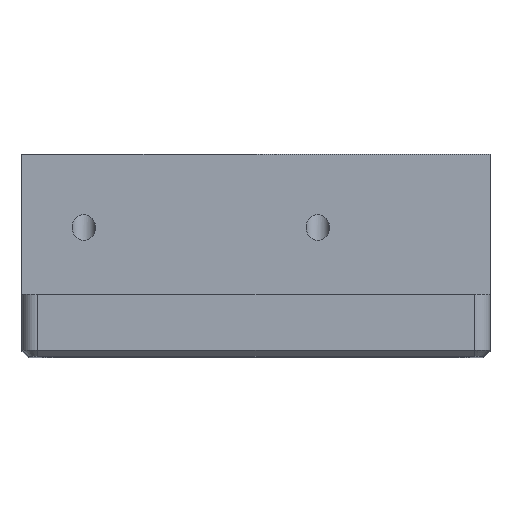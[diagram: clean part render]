
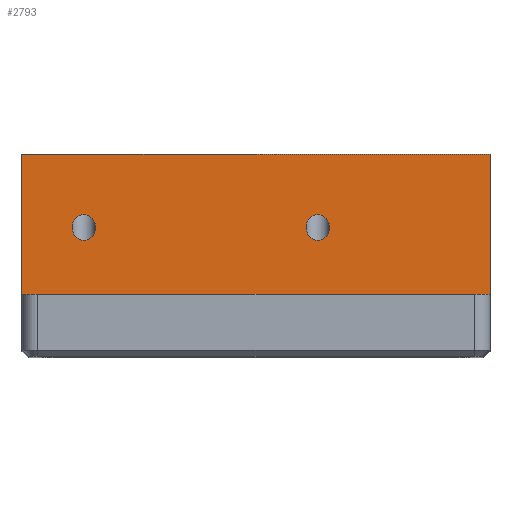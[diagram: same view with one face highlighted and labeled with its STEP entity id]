
A CAD part, top view. The second image highlights one B-rep face of the part: STEP entity #2793.
In plain terms, the highlighted planar face has unit normal (0, 0, 1).
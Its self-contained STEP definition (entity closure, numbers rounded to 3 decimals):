
#867=DIRECTION('',(0.,1.,0.));
#868=VECTOR('',#867,9.);
#869=CARTESIAN_POINT('',(111.699,105.5,85.103));
#870=LINE('',#869,#868);
#913=DIRECTION('',(0.,1.,0.));
#914=VECTOR('',#913,9.);
#915=CARTESIAN_POINT('',(141.699,105.5,85.103));
#916=LINE('',#915,#914);
#934=DIRECTION('',(1.,0.,0.));
#935=VECTOR('',#934,30.);
#936=CARTESIAN_POINT('',(111.699,105.5,85.103));
#937=LINE('',#936,#935);
#938=CARTESIAN_POINT('',(114.914,109.821,85.103));
#939=CARTESIAN_POINT('',(114.914,109.919,85.103));
#940=CARTESIAN_POINT('',(114.946,110.13,85.103));
#941=CARTESIAN_POINT('',(115.117,110.424,85.103));
#942=CARTESIAN_POINT('',(115.386,110.614,85.103));
#943=CARTESIAN_POINT('',(115.664,110.667,85.103));
#944=CARTESIAN_POINT('',(115.941,110.614,85.103));
#945=CARTESIAN_POINT('',(116.211,110.424,85.103));
#946=CARTESIAN_POINT('',(116.382,110.13,85.103));
#947=CARTESIAN_POINT('',(116.414,109.919,85.103));
#948=CARTESIAN_POINT('',(116.414,109.821,85.103));
#950=CARTESIAN_POINT('',(129.914,109.821,85.103));
#951=CARTESIAN_POINT('',(129.914,109.919,85.103));
#952=CARTESIAN_POINT('',(129.946,110.13,85.103));
#953=CARTESIAN_POINT('',(130.117,110.424,85.103));
#954=CARTESIAN_POINT('',(130.386,110.614,85.103));
#955=CARTESIAN_POINT('',(130.664,110.667,85.103));
#956=CARTESIAN_POINT('',(130.941,110.614,85.103));
#957=CARTESIAN_POINT('',(131.211,110.424,85.103));
#958=CARTESIAN_POINT('',(131.382,110.13,85.103));
#959=CARTESIAN_POINT('',(131.414,109.919,85.103));
#960=CARTESIAN_POINT('',(131.414,109.821,85.103));
#962=DIRECTION('',(1.,0.,0.));
#963=VECTOR('',#962,30.);
#964=CARTESIAN_POINT('',(111.699,114.5,85.103));
#965=LINE('',#964,#963);
#1178=CARTESIAN_POINT('',(116.414,109.821,85.103));
#1179=CARTESIAN_POINT('',(116.414,109.724,85.103));
#1180=CARTESIAN_POINT('',(116.382,109.513,85.103));
#1181=CARTESIAN_POINT('',(116.211,109.219,85.103));
#1182=CARTESIAN_POINT('',(115.941,109.029,85.103));
#1183=CARTESIAN_POINT('',(115.664,108.976,85.103));
#1184=CARTESIAN_POINT('',(115.386,109.029,85.103));
#1185=CARTESIAN_POINT('',(115.117,109.219,85.103));
#1186=CARTESIAN_POINT('',(114.946,109.513,85.103));
#1187=CARTESIAN_POINT('',(114.914,109.724,85.103));
#1188=CARTESIAN_POINT('',(114.914,109.821,85.103));
#1198=CARTESIAN_POINT('',(131.414,109.821,85.103));
#1199=CARTESIAN_POINT('',(131.414,109.724,85.103));
#1200=CARTESIAN_POINT('',(131.382,109.513,85.103));
#1201=CARTESIAN_POINT('',(131.211,109.219,85.103));
#1202=CARTESIAN_POINT('',(130.941,109.029,85.103));
#1203=CARTESIAN_POINT('',(130.664,108.976,85.103));
#1204=CARTESIAN_POINT('',(130.386,109.029,85.103));
#1205=CARTESIAN_POINT('',(130.117,109.219,85.103));
#1206=CARTESIAN_POINT('',(129.946,109.513,85.103));
#1207=CARTESIAN_POINT('',(129.914,109.724,85.103));
#1208=CARTESIAN_POINT('',(129.914,109.821,85.103));
#1298=CARTESIAN_POINT('',(111.699,105.5,85.103));
#1299=CARTESIAN_POINT('',(111.699,114.5,85.103));
#1300=VERTEX_POINT('',#1298);
#1301=VERTEX_POINT('',#1299);
#1304=CARTESIAN_POINT('',(141.699,105.5,85.103));
#1305=CARTESIAN_POINT('',(141.699,114.5,85.103));
#1306=VERTEX_POINT('',#1304);
#1307=VERTEX_POINT('',#1305);
#1506=VERTEX_POINT('',#938);
#1507=VERTEX_POINT('',#948);
#1508=VERTEX_POINT('',#950);
#1509=VERTEX_POINT('',#960);
#2769=CARTESIAN_POINT('',(111.699,105.5,85.103));
#2770=DIRECTION('',(0.,0.,1.));
#2771=DIRECTION('',(0.,1.,0.));
#2772=AXIS2_PLACEMENT_3D('',#2769,#2770,#2771);
#2773=PLANE('',#2772);
#2774=ORIENTED_EDGE('',*,*,#2689,.T.);
#2776=ORIENTED_EDGE('',*,*,#2775,.T.);
#2777=ORIENTED_EDGE('',*,*,#2747,.F.);
#2778=ORIENTED_EDGE('',*,*,#1551,.F.);
#2779=EDGE_LOOP('',(#2774,#2776,#2777,#2778));
#2780=FACE_OUTER_BOUND('',#2779,.F.);
#2782=ORIENTED_EDGE('',*,*,#2781,.F.);
#2784=ORIENTED_EDGE('',*,*,#2783,.F.);
#2785=EDGE_LOOP('',(#2782,#2784));
#2786=FACE_BOUND('',#2785,.F.);
#2788=ORIENTED_EDGE('',*,*,#2787,.F.);
#2790=ORIENTED_EDGE('',*,*,#2789,.F.);
#2791=EDGE_LOOP('',(#2788,#2790));
#2792=FACE_BOUND('',#2791,.F.);
#2793=ADVANCED_FACE('',(#2780,#2786,#2792),#2773,.T.);
#949=B_SPLINE_CURVE_WITH_KNOTS('',3,(#938,#939,#940,#941,#942,#943,#944,#945,
#946,#947,#948),.UNSPECIFIED.,.F.,.F.,(4,1,1,1,1,1,1,1,4),(0.,0.125,0.25,
0.375,0.5,0.625,0.75,0.875,1.),.UNSPECIFIED.);
#961=B_SPLINE_CURVE_WITH_KNOTS('',3,(#950,#951,#952,#953,#954,#955,#956,#957,
#958,#959,#960),.UNSPECIFIED.,.F.,.F.,(4,1,1,1,1,1,1,1,4),(0.,0.125,0.25,
0.375,0.5,0.625,0.75,0.875,1.),.UNSPECIFIED.);
#1189=B_SPLINE_CURVE_WITH_KNOTS('',3,(#1178,#1179,#1180,#1181,#1182,#1183,#1184,
#1185,#1186,#1187,#1188),.UNSPECIFIED.,.F.,.F.,(4,1,1,1,1,1,1,1,4),(0.,
0.125,0.25,0.375,0.5,0.625,0.75,0.875,1.),.UNSPECIFIED.);
#1209=B_SPLINE_CURVE_WITH_KNOTS('',3,(#1198,#1199,#1200,#1201,#1202,#1203,#1204,
#1205,#1206,#1207,#1208),.UNSPECIFIED.,.F.,.F.,(4,1,1,1,1,1,1,1,4),(0.,
0.125,0.25,0.375,0.5,0.625,0.75,0.875,1.),.UNSPECIFIED.);
#1551=EDGE_CURVE('',#1300,#1306,#937,.T.);
#2689=EDGE_CURVE('',#1300,#1301,#870,.T.);
#2747=EDGE_CURVE('',#1306,#1307,#916,.T.);
#2775=EDGE_CURVE('',#1301,#1307,#965,.T.);
#2781=EDGE_CURVE('',#1507,#1506,#1189,.T.);
#2783=EDGE_CURVE('',#1506,#1507,#949,.T.);
#2787=EDGE_CURVE('',#1509,#1508,#1209,.T.);
#2789=EDGE_CURVE('',#1508,#1509,#961,.T.);
